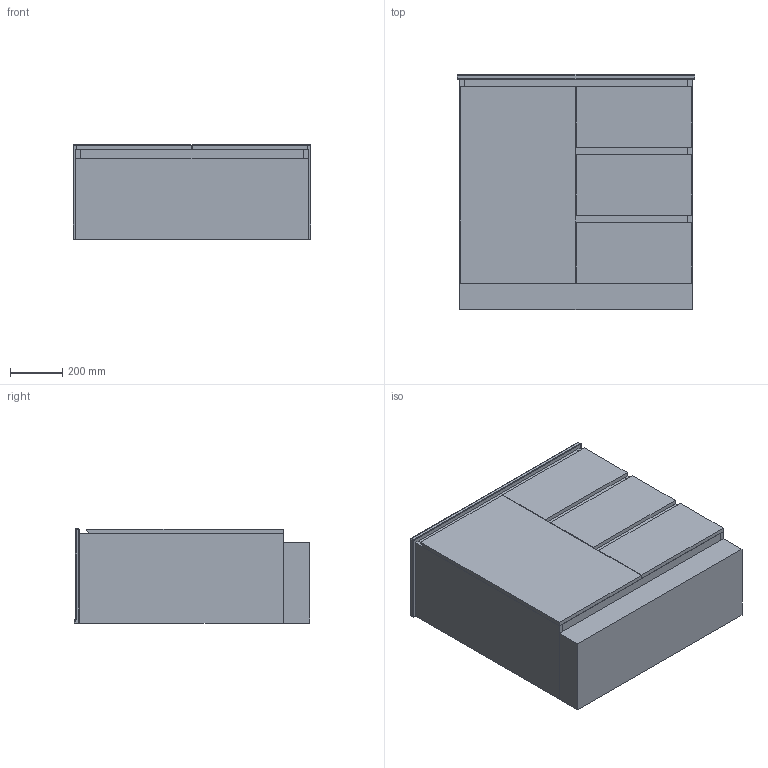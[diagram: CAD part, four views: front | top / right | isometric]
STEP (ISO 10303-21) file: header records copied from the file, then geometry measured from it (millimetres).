
FILE_DESCRIPTION (( 'STEP AP214' ), '1' );
FILE_NAME ('Ensuite Ceramic 900 WK ASSEM.STEP', '2019-03-06T04:25:42', ( '' ), ( '' ), 'SwSTEP 2.0', 'SolidWorks 2015', '' );
FILE_SCHEMA (( 'AUTOMOTIVE_DESIGN' ));
Length unit declared in the file: millimetre
Products named in the file (5): 900 Run top; Ensuite Ceramic 900 WK ASSEM; 900 Run top ASSEM; Ensuite Ceramic 900 WK; OVERFLOW COVER
Assembly tree (4 placements, depth 3):
  Ensuite Ceramic 900 WK ASSEM
    Ensuite Ceramic 900 WK
    900 Run top ASSEM
      900 Run top
      OVERFLOW COVER
Bounding box: 910 x 899.1 x 360 mm (x, y, z)
Volume: 78690036.8 mm3; surface area: 7546346.7 mm2
Topology: 12 solids, 12 shells, 162 faces, 355 edges, 211 vertices
Faces by surface type: plane 108, cylinder 30, sphere 10, torus 8, bspline 6
Entity records: 5064 total; most frequent: CARTESIAN_POINT 1040, DIRECTION 745, ORIENTED_EDGE 690, EDGE_CURVE 345, LINE 249, VECTOR 249, AXIS2_PLACEMENT_3D 248, VERTEX_POINT 211
